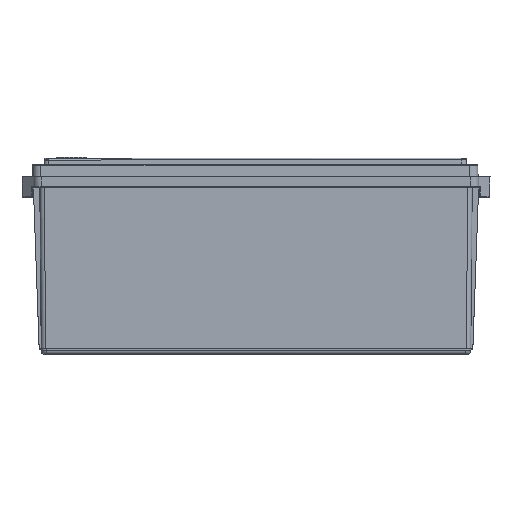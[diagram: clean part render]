
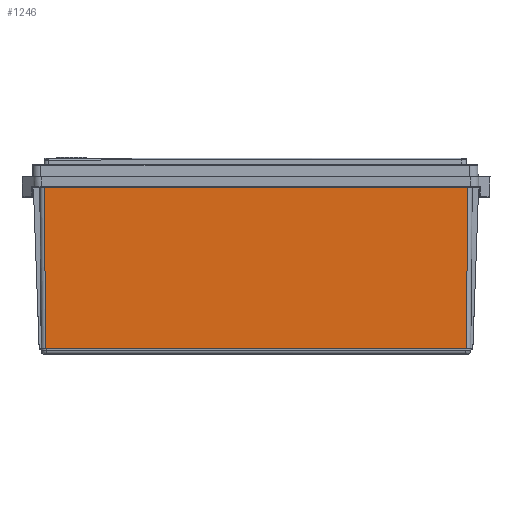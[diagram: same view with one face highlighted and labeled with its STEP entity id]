
A CAD part, top view. The second image highlights one B-rep face of the part: STEP entity #1246.
In plain terms, the highlighted planar face has unit normal (0, -0.009, 1).
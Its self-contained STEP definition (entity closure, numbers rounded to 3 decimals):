
#1246 = ADVANCED_FACE ( 'NONE', ( #15432 ), #27459, .T. ) ;
#1362 = VECTOR ( 'NONE', #66421, 1000. ) ;
#2968 = AXIS2_PLACEMENT_3D ( 'NONE', #65007, #15779, #49681 ) ;
#4894 = VERTEX_POINT ( 'NONE', #28810 ) ;
#5459 = ORIENTED_EDGE ( 'NONE', *, *, #69227, .T. ) ;
#5762 = DIRECTION ( 'NONE',  ( -0.009, 1., 0.009 ) ) ;
#7828 = CARTESIAN_POINT ( 'NONE',  ( -234.629, -184., 111.029 ) ) ;
#11589 = VERTEX_POINT ( 'NONE', #39370 ) ;
#12233 = CARTESIAN_POINT ( 'NONE',  ( 236.2, -4., 112.6 ) ) ;
#14727 = LINE ( 'NONE', #44557, #28144 ) ;
#15432 = FACE_OUTER_BOUND ( 'NONE', #43991, .T. ) ;
#15779 = DIRECTION ( 'NONE',  ( 0., -0.009, 1. ) ) ;
#16116 = CARTESIAN_POINT ( 'NONE',  ( -234.629, -184., 111.029 ) ) ;
#16493 = LINE ( 'NONE', #16116, #1362 ) ;
#18733 = ORIENTED_EDGE ( 'NONE', *, *, #47967, .T. ) ;
#22256 = EDGE_CURVE ( 'NONE', #4894, #40313, #55651, .T. ) ;
#22385 = ORIENTED_EDGE ( 'NONE', *, *, #22256, .F. ) ;
#24750 = VERTEX_POINT ( 'NONE', #71137 ) ;
#27046 = DIRECTION ( 'NONE',  ( -0.009, -1., -0.009 ) ) ;
#27459 = PLANE ( 'NONE',  #2968 ) ;
#27945 = CARTESIAN_POINT ( 'NONE',  ( -236.2, -4., 112.6 ) ) ;
#28144 = VECTOR ( 'NONE', #27046, 1000. ) ;
#28810 = CARTESIAN_POINT ( 'NONE',  ( -234.629, -184., 111.029 ) ) ;
#30453 = LINE ( 'NONE', #12233, #67181 ) ;
#31820 = VECTOR ( 'NONE', #5762, 1000. ) ;
#35388 = ORIENTED_EDGE ( 'NONE', *, *, #40566, .F. ) ;
#39370 = CARTESIAN_POINT ( 'NONE',  ( 236.2, -4., 112.6 ) ) ;
#40313 = VERTEX_POINT ( 'NONE', #27945 ) ;
#40566 = EDGE_CURVE ( 'NONE', #11589, #24750, #14727, .T. ) ;
#43991 = EDGE_LOOP ( 'NONE', ( #22385, #5459, #35388, #18733 ) ) ;
#44557 = CARTESIAN_POINT ( 'NONE',  ( 236.2, -4., 112.6 ) ) ;
#47967 = EDGE_CURVE ( 'NONE', #11589, #40313, #30453, .T. ) ;
#49681 = DIRECTION ( 'NONE',  ( -1., 0., 0. ) ) ;
#52667 = DIRECTION ( 'NONE',  ( -1., 0., 0. ) ) ;
#55651 = LINE ( 'NONE', #7828, #31820 ) ;
#65007 = CARTESIAN_POINT ( 'NONE',  ( 0., -94., 111.814 ) ) ;
#66421 = DIRECTION ( 'NONE',  ( 1., 0., 0. ) ) ;
#67181 = VECTOR ( 'NONE', #52667, 1000. ) ;
#69227 = EDGE_CURVE ( 'NONE', #4894, #24750, #16493, .T. ) ;
#71137 = CARTESIAN_POINT ( 'NONE',  ( 234.629, -184., 111.029 ) ) ;
